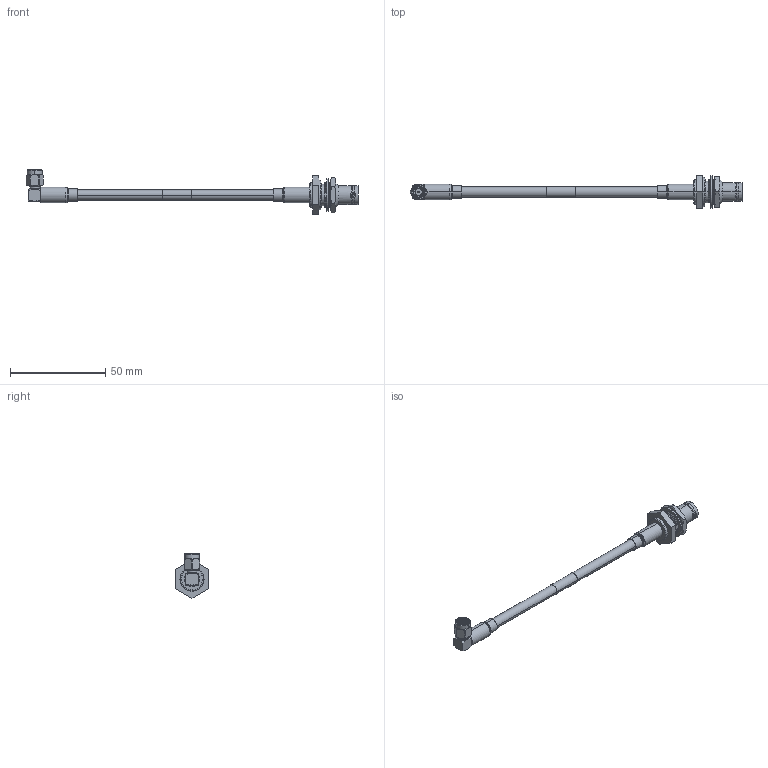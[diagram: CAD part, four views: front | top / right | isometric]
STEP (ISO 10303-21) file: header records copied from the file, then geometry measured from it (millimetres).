
FILE_DESCRIPTION (( 'STEP AP203' ), '1' );
FILE_NAME ('FMCA2714.STEP', '2022-03-09T17:31:38', ( '' ), ( '' ), 'SwSTEP 2.0', 'SolidWorks 2021', '' );
FILE_SCHEMA (( 'CONFIG_CONTROL_DESIGN' ));
Length unit declared in the file: millimetre
Products named in the file (5): CA-240-MA1_.75" Long; FMCA2714; SC6050; RG223_with label; FMCN1571_Assemble
Assembly tree (5 placements, depth 2):
  FMCA2714
    RG223_with label
    FMCN1571_Assemble
    SC6050
    CA-240-MA1_.75" Long  x2
Bounding box: 174.37 x 17.5 x 23.44 mm (x, y, z)
Volume: 6735.2 mm3; surface area: 11079.7 mm2
Topology: 18 solids, 19 shells, 3813 faces, 8185 edges, 4434 vertices
Faces by surface type: bspline 2403, cylinder 705, plane 538, cone 139, torus 28
Entity records: 147625 total; most frequent: CARTESIAN_POINT 92696, ORIENTED_EDGE 16278, EDGE_CURVE 8139, DIRECTION 5059, VERTEX_POINT 4410, EDGE_LOOP 3843, ADVANCED_FACE 3791, FACE_OUTER_BOUND 3791
